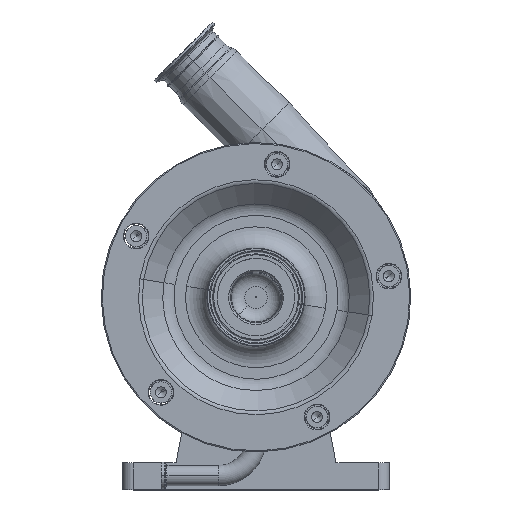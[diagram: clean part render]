
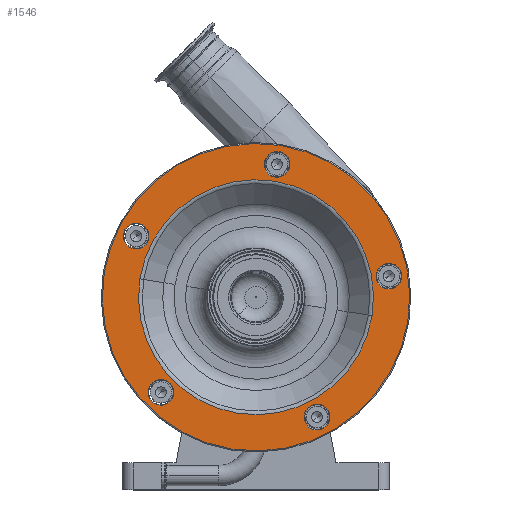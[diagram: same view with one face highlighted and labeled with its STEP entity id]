
A CAD part, top view. The second image highlights one B-rep face of the part: STEP entity #1546.
In plain terms, the highlighted planar face has unit normal (0, 0, 1).
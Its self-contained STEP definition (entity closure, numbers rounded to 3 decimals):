
#114 = DIRECTION ( 'NONE',  ( 0.988, -0.156, 0. ) ) ;
#206 = DIRECTION ( 'NONE',  ( 0.988, -0.156, 0. ) ) ;
#344 = EDGE_CURVE ( 'NONE', #13847, #16476, #9923, .T. ) ;
#445 = VERTEX_POINT ( 'NONE', #12972 ) ;
#869 = ORIENTED_EDGE ( 'NONE', *, *, #2183, .F. ) ;
#922 = CARTESIAN_POINT ( 'NONE',  ( 19.711, 304.449, 220. ) ) ;
#1207 = FACE_BOUND ( 'NONE', #9632, .T. ) ;
#1212 = CARTESIAN_POINT ( 'NONE',  ( -142.227, 202.527, 220. ) ) ;
#1279 = DIRECTION ( 'NONE',  ( 0.988, -0.156, 0. ) ) ;
#1328 = DIRECTION ( 'NONE',  ( 0., 0., 1. ) ) ;
#1546 = ADVANCED_FACE ( 'NONE', ( #5341, #16220, #1207, #5725, #11331, #15834, #8297 ), #2392, .F. ) ;
#1697 = DIRECTION ( 'NONE',  ( 0., 0., 1. ) ) ;
#2091 = CIRCLE ( 'NONE', #4279, 12. ) ;
#2183 = EDGE_CURVE ( 'NONE', #12789, #12349, #7481, .T. ) ;
#2238 = ORIENTED_EDGE ( 'NONE', *, *, #344, .F. ) ;
#2295 = CIRCLE ( 'NONE', #13575, 12. ) ;
#2376 = CARTESIAN_POINT ( 'NONE',  ( 0., 180., 220. ) ) ;
#2392 = PLANE ( 'NONE',  #16237 ) ;
#2744 = DIRECTION ( 'NONE',  ( 0.988, -0.156, 0. ) ) ;
#2777 = VERTEX_POINT ( 'NONE', #3694 ) ;
#2988 = EDGE_LOOP ( 'NONE', ( #13838, #17993 ) ) ;
#3017 = EDGE_CURVE ( 'NONE', #11419, #13663, #17529, .T. ) ;
#3079 = DIRECTION ( 'NONE',  ( 0., 0., 1. ) ) ;
#3261 = CARTESIAN_POINT ( 'NONE',  ( 136.301, 197.834, 220. ) ) ;
#3333 = AXIS2_PLACEMENT_3D ( 'NONE', #2376, #8376, #11019 ) ;
#3694 = CARTESIAN_POINT ( 'NONE',  ( 45.351, 69.61, 220. ) ) ;
#3739 = AXIS2_PLACEMENT_3D ( 'NONE', #10359, #1328, #14580 ) ;
#4279 = AXIS2_PLACEMENT_3D ( 'NONE', #16696, #1697, #6212 ) ;
#4950 = DIRECTION ( 'NONE',  ( 0.988, -0.156, 0. ) ) ;
#5153 = DIRECTION ( 'NONE',  ( 0., 0., 1. ) ) ;
#5159 = ORIENTED_EDGE ( 'NONE', *, *, #6590, .F. ) ;
#5341 = FACE_BOUND ( 'NONE', #16496, .T. ) ;
#5471 = ORIENTED_EDGE ( 'NONE', *, *, #14724, .F. ) ;
#5602 = DIRECTION ( 'NONE',  ( 0., 0., 1. ) ) ;
#5648 = DIRECTION ( 'NONE',  ( 0.988, -0.156, 0. ) ) ;
#5702 = CARTESIAN_POINT ( 'NONE',  ( 0., 180., 220. ) ) ;
#5725 = FACE_BOUND ( 'NONE', #18828, .T. ) ;
#5816 = CARTESIAN_POINT ( 'NONE',  ( 124.449, 199.711, 220. ) ) ;
#5867 = ORIENTED_EDGE ( 'NONE', *, *, #12294, .F. ) ;
#6153 = ORIENTED_EDGE ( 'NONE', *, *, #10213, .F. ) ;
#6212 = DIRECTION ( 'NONE',  ( 0.988, -0.156, 0. ) ) ;
#6406 = AXIS2_PLACEMENT_3D ( 'NONE', #19088, #7325, #5648 ) ;
#6539 = AXIS2_PLACEMENT_3D ( 'NONE', #12161, #11088, #7853 ) ;
#6590 = EDGE_CURVE ( 'NONE', #17126, #14292, #2295, .T. ) ;
#7167 = CARTESIAN_POINT ( 'NONE',  ( 31.563, 302.572, 220. ) ) ;
#7256 = AXIS2_PLACEMENT_3D ( 'NONE', #18363, #7988, #12689 ) ;
#7292 = ORIENTED_EDGE ( 'NONE', *, *, #16328, .F. ) ;
#7325 = DIRECTION ( 'NONE',  ( 0., 0., 1. ) ) ;
#7407 = VERTEX_POINT ( 'NONE', #3261 ) ;
#7481 = CIRCLE ( 'NONE', #6539, 12. ) ;
#7487 = DIRECTION ( 'NONE',  ( 0., 0., 1. ) ) ;
#7564 = CIRCLE ( 'NONE', #9129, 12. ) ;
#7644 = CARTESIAN_POINT ( 'NONE',  ( -89.095, 90.905, 220. ) ) ;
#7845 = EDGE_CURVE ( 'NONE', #16476, #13847, #8624, .T. ) ;
#7853 = DIRECTION ( 'NONE',  ( 0.988, -0.156, 0. ) ) ;
#7911 = CARTESIAN_POINT ( 'NONE',  ( 19.711, 304.449, 220. ) ) ;
#7988 = DIRECTION ( 'NONE',  ( 0., 0., 1. ) ) ;
#8201 = AXIS2_PLACEMENT_3D ( 'NONE', #11651, #3079, #114 ) ;
#8234 = CIRCLE ( 'NONE', #9116, 12. ) ;
#8297 = FACE_BOUND ( 'NONE', #13968, .T. ) ;
#8376 = DIRECTION ( 'NONE',  ( 0., 0., 1. ) ) ;
#8624 = CIRCLE ( 'NONE', #11129, 110.071 ) ;
#8851 = CARTESIAN_POINT ( 'NONE',  ( 7.858, 306.326, 220. ) ) ;
#9116 = AXIS2_PLACEMENT_3D ( 'NONE', #11960, #17752, #17938 ) ;
#9129 = AXIS2_PLACEMENT_3D ( 'NONE', #9258, #14944, #206 ) ;
#9258 = CARTESIAN_POINT ( 'NONE',  ( 57.203, 67.733, 220. ) ) ;
#9337 = ORIENTED_EDGE ( 'NONE', *, *, #7845, .F. ) ;
#9632 = EDGE_LOOP ( 'NONE', ( #19253, #18220 ) ) ;
#9748 = AXIS2_PLACEMENT_3D ( 'NONE', #7644, #19219, #2744 ) ;
#9923 = CIRCLE ( 'NONE', #3333, 110.071 ) ;
#9944 = DIRECTION ( 'NONE',  ( -0.988, 0.156, 0. ) ) ;
#10085 = VERTEX_POINT ( 'NONE', #15449 ) ;
#10208 = EDGE_LOOP ( 'NONE', ( #2238, #9337 ) ) ;
#10213 = EDGE_CURVE ( 'NONE', #12229, #7407, #2091, .T. ) ;
#10359 = CARTESIAN_POINT ( 'NONE',  ( 0., 180., 220. ) ) ;
#10715 = CARTESIAN_POINT ( 'NONE',  ( 108.716, 162.781, 220. ) ) ;
#11005 = CIRCLE ( 'NONE', #8201, 12. ) ;
#11019 = DIRECTION ( 'NONE',  ( 0.988, -0.156, 0. ) ) ;
#11041 = DIRECTION ( 'NONE',  ( 0., 0., 1. ) ) ;
#11052 = ORIENTED_EDGE ( 'NONE', *, *, #15951, .F. ) ;
#11088 = DIRECTION ( 'NONE',  ( 0., 0., 1. ) ) ;
#11129 = AXIS2_PLACEMENT_3D ( 'NONE', #5702, #5602, #1279 ) ;
#11331 = FACE_BOUND ( 'NONE', #10208, .T. ) ;
#11419 = VERTEX_POINT ( 'NONE', #15207 ) ;
#11651 = CARTESIAN_POINT ( 'NONE',  ( 57.203, 67.733, 220. ) ) ;
#11806 = DIRECTION ( 'NONE',  ( 0.988, -0.156, 0. ) ) ;
#11960 = CARTESIAN_POINT ( 'NONE',  ( -112.267, 237.203, 220. ) ) ;
#12161 = CARTESIAN_POINT ( 'NONE',  ( -112.267, 237.203, 220. ) ) ;
#12229 = VERTEX_POINT ( 'NONE', #17788 ) ;
#12294 = EDGE_CURVE ( 'NONE', #7407, #12229, #17175, .T. ) ;
#12349 = VERTEX_POINT ( 'NONE', #12479 ) ;
#12479 = CARTESIAN_POINT ( 'NONE',  ( -100.415, 235.326, 220. ) ) ;
#12689 = DIRECTION ( 'NONE',  ( 0.988, -0.156, 0. ) ) ;
#12789 = VERTEX_POINT ( 'NONE', #13224 ) ;
#12887 = CIRCLE ( 'NONE', #17893, 12. ) ;
#12972 = CARTESIAN_POINT ( 'NONE',  ( -100.948, 92.782, 220. ) ) ;
#13198 = CIRCLE ( 'NONE', #7256, 12. ) ;
#13224 = CARTESIAN_POINT ( 'NONE',  ( -124.119, 239.08, 220. ) ) ;
#13575 = AXIS2_PLACEMENT_3D ( 'NONE', #922, #11041, #15841 ) ;
#13663 = VERTEX_POINT ( 'NONE', #1212 ) ;
#13717 = ORIENTED_EDGE ( 'NONE', *, *, #14967, .F. ) ;
#13838 = ORIENTED_EDGE ( 'NONE', *, *, #3017, .T. ) ;
#13847 = VERTEX_POINT ( 'NONE', #10715 ) ;
#13968 = EDGE_LOOP ( 'NONE', ( #11052, #869 ) ) ;
#14292 = VERTEX_POINT ( 'NONE', #8851 ) ;
#14367 = DIRECTION ( 'NONE',  ( 0., 0., -1. ) ) ;
#14551 = CARTESIAN_POINT ( 'NONE',  ( 22.527, 322.227, 220. ) ) ;
#14580 = DIRECTION ( 'NONE',  ( 0.988, -0.156, 0. ) ) ;
#14724 = EDGE_CURVE ( 'NONE', #14292, #17126, #12887, .T. ) ;
#14860 = CIRCLE ( 'NONE', #6406, 144. ) ;
#14944 = DIRECTION ( 'NONE',  ( 0., 0., 1. ) ) ;
#14967 = EDGE_CURVE ( 'NONE', #18784, #2777, #7564, .T. ) ;
#15207 = CARTESIAN_POINT ( 'NONE',  ( 142.227, 157.473, 220. ) ) ;
#15449 = CARTESIAN_POINT ( 'NONE',  ( -77.243, 89.027, 220. ) ) ;
#15663 = EDGE_LOOP ( 'NONE', ( #13717, #7292 ) ) ;
#15691 = CIRCLE ( 'NONE', #9748, 12. ) ;
#15834 = FACE_OUTER_BOUND ( 'NONE', #2988, .T. ) ;
#15841 = DIRECTION ( 'NONE',  ( 0.988, -0.156, 0. ) ) ;
#15930 = EDGE_CURVE ( 'NONE', #10085, #445, #15691, .T. ) ;
#15951 = EDGE_CURVE ( 'NONE', #12349, #12789, #8234, .T. ) ;
#16220 = FACE_BOUND ( 'NONE', #15663, .T. ) ;
#16237 = AXIS2_PLACEMENT_3D ( 'NONE', #14551, #14367, #9944 ) ;
#16244 = AXIS2_PLACEMENT_3D ( 'NONE', #5816, #7487, #11806 ) ;
#16328 = EDGE_CURVE ( 'NONE', #2777, #18784, #11005, .T. ) ;
#16472 = EDGE_CURVE ( 'NONE', #445, #10085, #13198, .T. ) ;
#16476 = VERTEX_POINT ( 'NONE', #18665 ) ;
#16496 = EDGE_LOOP ( 'NONE', ( #5867, #6153 ) ) ;
#16696 = CARTESIAN_POINT ( 'NONE',  ( 124.449, 199.711, 220. ) ) ;
#17126 = VERTEX_POINT ( 'NONE', #7167 ) ;
#17175 = CIRCLE ( 'NONE', #16244, 12. ) ;
#17529 = CIRCLE ( 'NONE', #3739, 144. ) ;
#17752 = DIRECTION ( 'NONE',  ( 0., 0., 1. ) ) ;
#17767 = CARTESIAN_POINT ( 'NONE',  ( 69.055, 65.856, 220. ) ) ;
#17788 = CARTESIAN_POINT ( 'NONE',  ( 112.596, 201.588, 220. ) ) ;
#17893 = AXIS2_PLACEMENT_3D ( 'NONE', #7911, #5153, #4950 ) ;
#17938 = DIRECTION ( 'NONE',  ( 0.988, -0.156, 0. ) ) ;
#17993 = ORIENTED_EDGE ( 'NONE', *, *, #18042, .T. ) ;
#18042 = EDGE_CURVE ( 'NONE', #13663, #11419, #14860, .T. ) ;
#18220 = ORIENTED_EDGE ( 'NONE', *, *, #16472, .F. ) ;
#18363 = CARTESIAN_POINT ( 'NONE',  ( -89.095, 90.905, 220. ) ) ;
#18665 = CARTESIAN_POINT ( 'NONE',  ( -108.716, 197.219, 220. ) ) ;
#18784 = VERTEX_POINT ( 'NONE', #17767 ) ;
#18828 = EDGE_LOOP ( 'NONE', ( #5159, #5471 ) ) ;
#19088 = CARTESIAN_POINT ( 'NONE',  ( 0., 180., 220. ) ) ;
#19219 = DIRECTION ( 'NONE',  ( 0., 0., 1. ) ) ;
#19253 = ORIENTED_EDGE ( 'NONE', *, *, #15930, .F. ) ;
